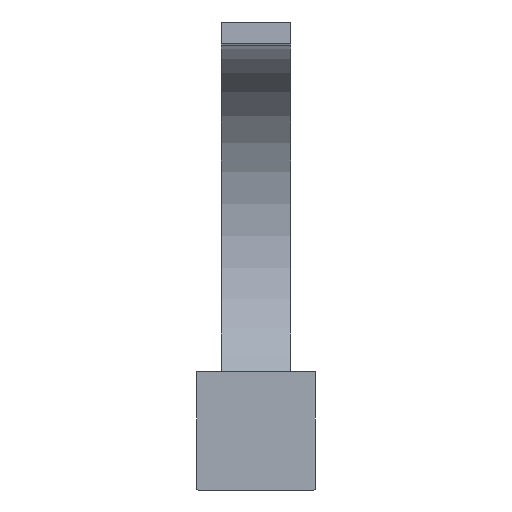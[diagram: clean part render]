
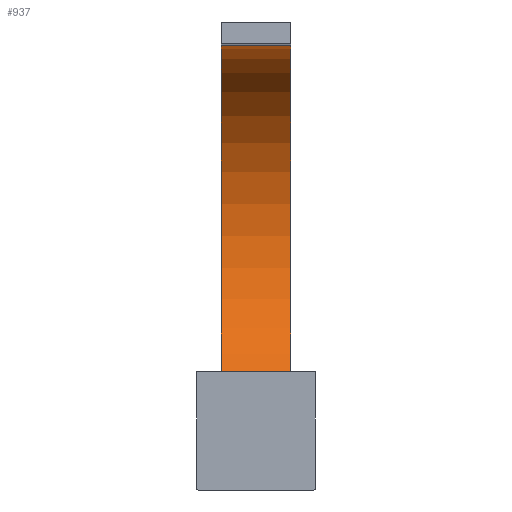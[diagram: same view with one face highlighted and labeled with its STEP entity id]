
A CAD part, front view. The second image highlights one B-rep face of the part: STEP entity #937.
In plain terms, the highlighted cylindrical face has radius 94.5 mm (diameter 189 mm), a partial arc.
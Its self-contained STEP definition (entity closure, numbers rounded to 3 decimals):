
#8 = AXIS2_PLACEMENT_3D ( 'NONE', #215, #53, #41 ) ;
#21 = VERTEX_POINT ( 'NONE', #259 ) ;
#41 = DIRECTION ( 'NONE',  ( 0., 0., -1. ) ) ;
#53 = DIRECTION ( 'NONE',  ( 1., 0., 0. ) ) ;
#88 = EDGE_CURVE ( 'NONE', #351, #21, #192, .T. ) ;
#107 = ORIENTED_EDGE ( 'NONE', *, *, #694, .F. ) ;
#168 = DIRECTION ( 'NONE',  ( 0., 0., -1. ) ) ;
#185 = EDGE_CURVE ( 'NONE', #498, #925, #436, .T. ) ;
#192 = LINE ( 'NONE', #500, #559 ) ;
#215 = CARTESIAN_POINT ( 'NONE',  ( 17.5, 207.5, 100. ) ) ;
#234 = CARTESIAN_POINT ( 'NONE',  ( -17.5, 207.5, 5.5 ) ) ;
#246 = FACE_OUTER_BOUND ( 'NONE', #884, .T. ) ;
#257 = CARTESIAN_POINT ( 'NONE',  ( -17.5, 207.5, 100. ) ) ;
#259 = CARTESIAN_POINT ( 'NONE',  ( 17.5, 210.798, 194.442 ) ) ;
#273 = ORIENTED_EDGE ( 'NONE', *, *, #399, .T. ) ;
#321 = CIRCLE ( 'NONE', #8, 94.5 ) ;
#331 = CARTESIAN_POINT ( 'NONE',  ( -17.5, 207.5, 5.5 ) ) ;
#351 = VERTEX_POINT ( 'NONE', #455 ) ;
#399 = EDGE_CURVE ( 'NONE', #925, #21, #321, .T. ) ;
#428 = DIRECTION ( 'NONE',  ( 1., 0., 0. ) ) ;
#436 = LINE ( 'NONE', #234, #649 ) ;
#455 = CARTESIAN_POINT ( 'NONE',  ( -17.5, 210.798, 194.442 ) ) ;
#498 = VERTEX_POINT ( 'NONE', #331 ) ;
#500 = CARTESIAN_POINT ( 'NONE',  ( -17.5, 210.798, 194.442 ) ) ;
#517 = CARTESIAN_POINT ( 'NONE',  ( 0., 207.5, 100. ) ) ;
#559 = VECTOR ( 'NONE', #585, 1000. ) ;
#585 = DIRECTION ( 'NONE',  ( 1., 0., 0. ) ) ;
#649 = VECTOR ( 'NONE', #428, 1000. ) ;
#667 = ORIENTED_EDGE ( 'NONE', *, *, #88, .F. ) ;
#694 = EDGE_CURVE ( 'NONE', #498, #351, #899, .T. ) ;
#769 = ORIENTED_EDGE ( 'NONE', *, *, #185, .T. ) ;
#835 = DIRECTION ( 'NONE',  ( 1., 0., 0. ) ) ;
#843 = CARTESIAN_POINT ( 'NONE',  ( 17.5, 207.5, 5.5 ) ) ;
#860 = AXIS2_PLACEMENT_3D ( 'NONE', #257, #912, #1002 ) ;
#884 = EDGE_LOOP ( 'NONE', ( #769, #273, #667, #107 ) ) ;
#888 = AXIS2_PLACEMENT_3D ( 'NONE', #517, #835, #168 ) ;
#894 = CYLINDRICAL_SURFACE ( 'NONE', #888, 94.5 ) ;
#899 = CIRCLE ( 'NONE', #860, 94.5 ) ;
#912 = DIRECTION ( 'NONE',  ( 1., 0., 0. ) ) ;
#925 = VERTEX_POINT ( 'NONE', #843 ) ;
#937 = ADVANCED_FACE ( 'NONE', ( #246 ), #894, .F. ) ;
#1002 = DIRECTION ( 'NONE',  ( 0., 0., -1. ) ) ;
